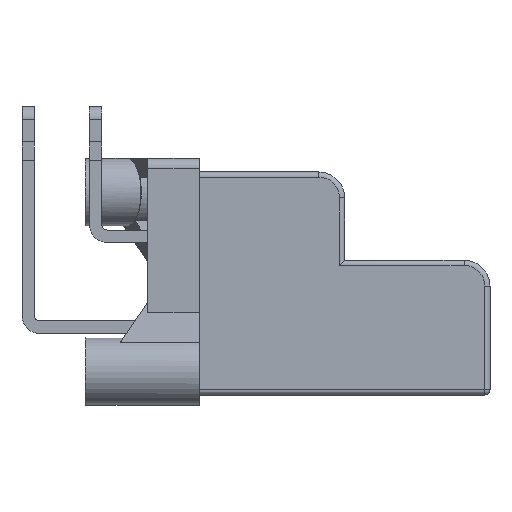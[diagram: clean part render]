
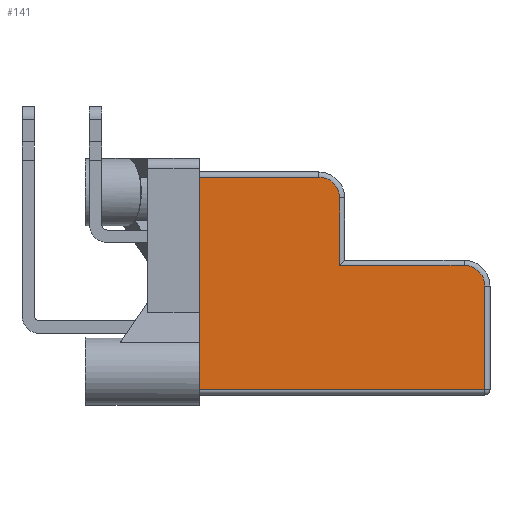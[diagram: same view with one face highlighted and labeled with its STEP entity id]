
A CAD part, left-side view. The second image highlights one B-rep face of the part: STEP entity #141.
In plain terms, the highlighted planar face has unit normal (-1, 0, 0).
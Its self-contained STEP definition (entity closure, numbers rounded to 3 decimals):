
#141 = ADVANCED_FACE( '', ( #2082 ), #2083, .T. );
#2082 = FACE_OUTER_BOUND( '', #7025, .T. );
#2083 = PLANE( '', #7026 );
#7025 = EDGE_LOOP( '', ( #24346, #24347, #24348, #24349, #24350, #24351, #24352, #24353 ) );
#7026 = AXIS2_PLACEMENT_3D( '', #24354, #24355, #24356 );
#24346 = ORIENTED_EDGE( '', *, *, #40367, .F. );
#24347 = ORIENTED_EDGE( '', *, *, #40368, .T. );
#24348 = ORIENTED_EDGE( '', *, *, #40369, .T. );
#24349 = ORIENTED_EDGE( '', *, *, #40370, .T. );
#24350 = ORIENTED_EDGE( '', *, *, #40371, .T. );
#24351 = ORIENTED_EDGE( '', *, *, #40372, .T. );
#24352 = ORIENTED_EDGE( '', *, *, #40373, .T. );
#24353 = ORIENTED_EDGE( '', *, *, #40374, .T. );
#24354 = CARTESIAN_POINT( '', ( -6.1, -25.5, 10.5 ) );
#24355 = DIRECTION( '', ( -1., 0., 0. ) );
#24356 = DIRECTION( '', ( 0., -1., 0. ) );
#40367 = EDGE_CURVE( '', #46206, #46207, #46208, .T. );
#40368 = EDGE_CURVE( '', #46206, #46209, #46210, .T. );
#40369 = EDGE_CURVE( '', #46209, #46211, #46212, .T. );
#40370 = EDGE_CURVE( '', #46211, #46213, #46214, .T. );
#40371 = EDGE_CURVE( '', #46213, #46215, #46216, .T. );
#40372 = EDGE_CURVE( '', #46215, #46217, #46218, .T. );
#40373 = EDGE_CURVE( '', #46217, #46219, #46220, .T. );
#40374 = EDGE_CURVE( '', #46219, #46207, #46221, .T. );
#46206 = VERTEX_POINT( '', #55923 );
#46207 = VERTEX_POINT( '', #55924 );
#46208 = LINE( '', #55925, #55926 );
#46209 = VERTEX_POINT( '', #55927 );
#46210 = LINE( '', #55928, #55929 );
#46211 = VERTEX_POINT( '', #55930 );
#46212 = LINE( '', #55931, #55932 );
#46213 = VERTEX_POINT( '', #55933 );
#46214 = CIRCLE( '', #55934, 2. );
#46215 = VERTEX_POINT( '', #55935 );
#46216 = LINE( '', #55936, #55937 );
#46217 = VERTEX_POINT( '', #55938 );
#46218 = LINE( '', #55939, #55940 );
#46219 = VERTEX_POINT( '', #55941 );
#46220 = CIRCLE( '', #55942, 2. );
#46221 = LINE( '', #55943, #55944 );
#55923 = CARTESIAN_POINT( '', ( -6.1, 0., 0.5 ) );
#55924 = CARTESIAN_POINT( '', ( -6.1, 0., 21. ) );
#55925 = CARTESIAN_POINT( '', ( -6.1, 0., 10.5 ) );
#55926 = VECTOR( '', #76419, 1000. );
#55927 = CARTESIAN_POINT( '', ( -6.1, -27.5, 0.5 ) );
#55928 = CARTESIAN_POINT( '', ( -6.1, -25.5, 0.5 ) );
#55929 = VECTOR( '', #76420, 1000. );
#55930 = CARTESIAN_POINT( '', ( -6.1, -27.5, 10.5 ) );
#55931 = CARTESIAN_POINT( '', ( -6.1, -27.5, 10.5 ) );
#55932 = VECTOR( '', #76421, 1000. );
#55933 = CARTESIAN_POINT( '', ( -6.1, -25.5, 12.5 ) );
#55934 = AXIS2_PLACEMENT_3D( '', #76422, #76423, #76424 );
#55935 = CARTESIAN_POINT( '', ( -6.1, -13.5, 12.5 ) );
#55936 = CARTESIAN_POINT( '', ( -6.1, -25.5, 12.5 ) );
#55937 = VECTOR( '', #76425, 1000. );
#55938 = CARTESIAN_POINT( '', ( -6.1, -13.5, 19. ) );
#55939 = CARTESIAN_POINT( '', ( -6.1, -13.5, 10.5 ) );
#55940 = VECTOR( '', #76426, 1000. );
#55941 = CARTESIAN_POINT( '', ( -6.1, -11.5, 21. ) );
#55942 = AXIS2_PLACEMENT_3D( '', #76427, #76428, #76429 );
#55943 = CARTESIAN_POINT( '', ( -6.1, -25.5, 21. ) );
#55944 = VECTOR( '', #76430, 1000. );
#76419 = DIRECTION( '', ( 0., 0., 1. ) );
#76420 = DIRECTION( '', ( 0., -1., 0. ) );
#76421 = DIRECTION( '', ( 0., 0., 1. ) );
#76422 = CARTESIAN_POINT( '', ( -6.1, -25.5, 10.5 ) );
#76423 = DIRECTION( '', ( -1., 0., 0. ) );
#76424 = DIRECTION( '', ( 0., -1., 0. ) );
#76425 = DIRECTION( '', ( 0., 1., 0. ) );
#76426 = DIRECTION( '', ( 0., 0., 1. ) );
#76427 = CARTESIAN_POINT( '', ( -6.1, -11.5, 19. ) );
#76428 = DIRECTION( '', ( -1., 0., 0. ) );
#76429 = DIRECTION( '', ( 0., -1., 0. ) );
#76430 = DIRECTION( '', ( 0., 1., 0. ) );
